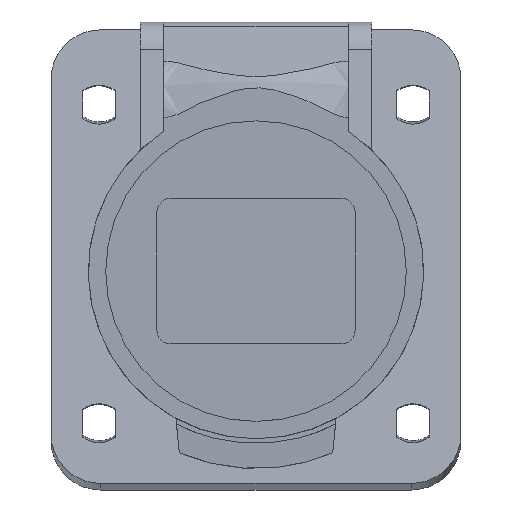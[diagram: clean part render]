
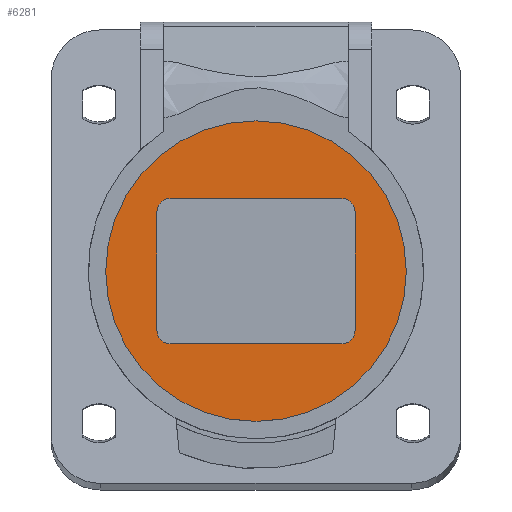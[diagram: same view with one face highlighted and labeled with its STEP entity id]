
A CAD part, top view. The second image highlights one B-rep face of the part: STEP entity #6281.
In plain terms, the highlighted planar face has unit normal (0, 0, 1).
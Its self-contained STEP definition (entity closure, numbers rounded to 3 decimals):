
#20 = CARTESIAN_POINT ( 'NONE',  ( -15., 9., 50.35 ) ) ;
#78 = LINE ( 'NONE', #6371, #6637 ) ;
#166 = VERTEX_POINT ( 'NONE', #5298 ) ;
#197 = VECTOR ( 'NONE', #6608, 1000. ) ;
#220 = LINE ( 'NONE', #5061, #6767 ) ;
#225 = EDGE_CURVE ( 'NONE', #6296, #1693, #508, .T. ) ;
#229 = DIRECTION ( 'NONE',  ( 1., 0., 0. ) ) ;
#333 = EDGE_CURVE ( 'NONE', #6220, #3385, #220, .T. ) ;
#406 = CARTESIAN_POINT ( 'NONE',  ( 0., 0., 50.35 ) ) ;
#479 = ORIENTED_EDGE ( 'NONE', *, *, #333, .F. ) ;
#490 = CARTESIAN_POINT ( 'NONE',  ( -13., -11., 50.35 ) ) ;
#508 = LINE ( 'NONE', #20, #4441 ) ;
#593 = CARTESIAN_POINT ( 'NONE',  ( 15., 9., 50.35 ) ) ;
#674 = DIRECTION ( 'NONE',  ( -1., 0., 0. ) ) ;
#789 = CARTESIAN_POINT ( 'NONE',  ( -13., 9., 50.35 ) ) ;
#870 = CIRCLE ( 'NONE', #6695, 2. ) ;
#902 = CARTESIAN_POINT ( 'NONE',  ( 15., 9., 50.35 ) ) ;
#1057 = DIRECTION ( 'NONE',  ( 0., 0., 1. ) ) ;
#1113 = ORIENTED_EDGE ( 'NONE', *, *, #225, .F. ) ;
#1126 = DIRECTION ( 'NONE',  ( 1., 0., 0. ) ) ;
#1192 = AXIS2_PLACEMENT_3D ( 'NONE', #2669, #1057, #1126 ) ;
#1219 = EDGE_LOOP ( 'NONE', ( #5999, #4853, #3935, #6448, #2690, #1113, #3131, #479 ) ) ;
#1342 = CARTESIAN_POINT ( 'NONE',  ( 13., 9., 50.35 ) ) ;
#1380 = CARTESIAN_POINT ( 'NONE',  ( 0., 0., 50.35 ) ) ;
#1449 = CARTESIAN_POINT ( 'NONE',  ( -15., 9., 50.35 ) ) ;
#1546 = VERTEX_POINT ( 'NONE', #490 ) ;
#1693 = VERTEX_POINT ( 'NONE', #6044 ) ;
#1876 = DIRECTION ( 'NONE',  ( 0., 0., 1. ) ) ;
#1978 = DIRECTION ( 'NONE',  ( 1., 0., 0. ) ) ;
#2252 = DIRECTION ( 'NONE',  ( 0., 0., 1. ) ) ;
#2452 = EDGE_CURVE ( 'NONE', #6185, #6220, #3350, .T. ) ;
#2506 = DIRECTION ( 'NONE',  ( 1., 0., 0. ) ) ;
#2651 = CIRCLE ( 'NONE', #1192, 2. ) ;
#2669 = CARTESIAN_POINT ( 'NONE',  ( 13., -9., 50.35 ) ) ;
#2690 = ORIENTED_EDGE ( 'NONE', *, *, #5106, .F. ) ;
#2699 = EDGE_CURVE ( 'NONE', #3713, #166, #2651, .T. ) ;
#3054 = DIRECTION ( 'NONE',  ( 0., 0., 1. ) ) ;
#3131 = ORIENTED_EDGE ( 'NONE', *, *, #4487, .F. ) ;
#3149 = VERTEX_POINT ( 'NONE', #4197 ) ;
#3279 = EDGE_LOOP ( 'NONE', ( #4027 ) ) ;
#3350 = CIRCLE ( 'NONE', #5249, 2. ) ;
#3385 = VERTEX_POINT ( 'NONE', #6831 ) ;
#3579 = AXIS2_PLACEMENT_3D ( 'NONE', #1380, #1876, #1978 ) ;
#3599 = CARTESIAN_POINT ( 'NONE',  ( 13., -11., 50.35 ) ) ;
#3713 = VERTEX_POINT ( 'NONE', #3599 ) ;
#3760 = CIRCLE ( 'NONE', #5787, 2. ) ;
#3834 = AXIS2_PLACEMENT_3D ( 'NONE', #406, #3054, #4200 ) ;
#3935 = ORIENTED_EDGE ( 'NONE', *, *, #2699, .F. ) ;
#4027 = ORIENTED_EDGE ( 'NONE', *, *, #4214, .T. ) ;
#4061 = CARTESIAN_POINT ( 'NONE',  ( 13., 11., 50.35 ) ) ;
#4197 = CARTESIAN_POINT ( 'NONE',  ( 22.75, 0., 50.35 ) ) ;
#4200 = DIRECTION ( 'NONE',  ( 1., 0., 0. ) ) ;
#4214 = EDGE_CURVE ( 'NONE', #3149, #3149, #4842, .T. ) ;
#4334 = EDGE_CURVE ( 'NONE', #1546, #3713, #78, .T. ) ;
#4399 = DIRECTION ( 'NONE',  ( 0., 0., 1. ) ) ;
#4441 = VECTOR ( 'NONE', #5269, 1000. ) ;
#4487 = EDGE_CURVE ( 'NONE', #3385, #6296, #870, .T. ) ;
#4547 = FACE_OUTER_BOUND ( 'NONE', #3279, .T. ) ;
#4614 = CARTESIAN_POINT ( 'NONE',  ( -13., -9., 50.35 ) ) ;
#4680 = DIRECTION ( 'NONE',  ( 0., 0., 1. ) ) ;
#4789 = DIRECTION ( 'NONE',  ( 1., 0., 0. ) ) ;
#4842 = CIRCLE ( 'NONE', #3834, 22.75 ) ;
#4853 = ORIENTED_EDGE ( 'NONE', *, *, #6541, .F. ) ;
#5061 = CARTESIAN_POINT ( 'NONE',  ( -13., 11., 50.35 ) ) ;
#5106 = EDGE_CURVE ( 'NONE', #1693, #1546, #3760, .T. ) ;
#5109 = FACE_BOUND ( 'NONE', #1219, .T. ) ;
#5249 = AXIS2_PLACEMENT_3D ( 'NONE', #1342, #2252, #674 ) ;
#5269 = DIRECTION ( 'NONE',  ( 0., -1., 0. ) ) ;
#5298 = CARTESIAN_POINT ( 'NONE',  ( 15., -9., 50.35 ) ) ;
#5485 = LINE ( 'NONE', #593, #197 ) ;
#5787 = AXIS2_PLACEMENT_3D ( 'NONE', #4614, #4680, #2506 ) ;
#5999 = ORIENTED_EDGE ( 'NONE', *, *, #2452, .F. ) ;
#6044 = CARTESIAN_POINT ( 'NONE',  ( -15., -9., 50.35 ) ) ;
#6047 = DIRECTION ( 'NONE',  ( -1., 0., 0. ) ) ;
#6185 = VERTEX_POINT ( 'NONE', #902 ) ;
#6220 = VERTEX_POINT ( 'NONE', #4061 ) ;
#6281 = ADVANCED_FACE ( 'NONE', ( #5109, #4547 ), #6684, .T. ) ;
#6296 = VERTEX_POINT ( 'NONE', #1449 ) ;
#6371 = CARTESIAN_POINT ( 'NONE',  ( -13., -11., 50.35 ) ) ;
#6448 = ORIENTED_EDGE ( 'NONE', *, *, #4334, .F. ) ;
#6541 = EDGE_CURVE ( 'NONE', #166, #6185, #5485, .T. ) ;
#6608 = DIRECTION ( 'NONE',  ( 0., 1., 0. ) ) ;
#6637 = VECTOR ( 'NONE', #4789, 1000. ) ;
#6684 = PLANE ( 'NONE',  #3579 ) ;
#6695 = AXIS2_PLACEMENT_3D ( 'NONE', #789, #4399, #229 ) ;
#6767 = VECTOR ( 'NONE', #6047, 1000. ) ;
#6831 = CARTESIAN_POINT ( 'NONE',  ( -13., 11., 50.35 ) ) ;
